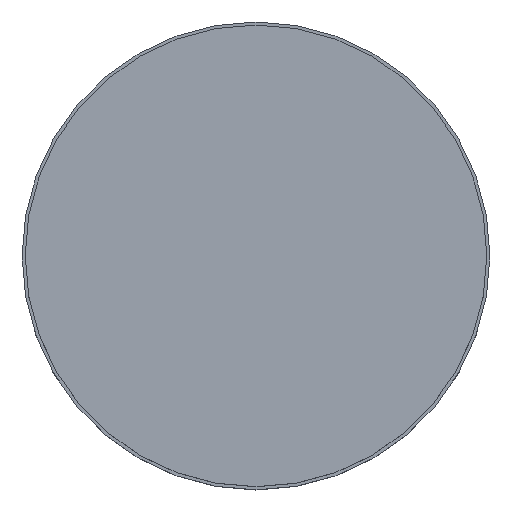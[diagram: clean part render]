
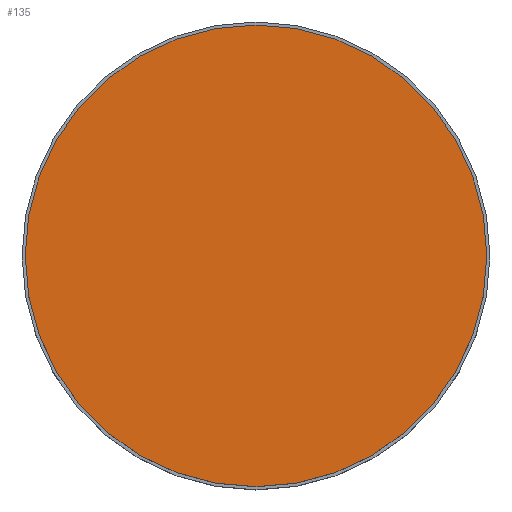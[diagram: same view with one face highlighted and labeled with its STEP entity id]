
A CAD part, top view. The second image highlights one B-rep face of the part: STEP entity #135.
In plain terms, the highlighted planar face has unit normal (0, 0, 1).
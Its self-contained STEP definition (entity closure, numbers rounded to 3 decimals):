
#1 = EDGE_CURVE ( 'NONE', #94, #178, #176, .T. ) ;
#4 = CARTESIAN_POINT ( 'NONE',  ( -7.4, 0., 4. ) ) ;
#7 = AXIS2_PLACEMENT_3D ( 'NONE', #76, #212, #120 ) ;
#29 = FACE_OUTER_BOUND ( 'NONE', #189, .T. ) ;
#47 = CIRCLE ( 'NONE', #78, 7.4 ) ;
#60 = PLANE ( 'NONE',  #138 ) ;
#66 = DIRECTION ( 'NONE',  ( 0., 0., 1. ) ) ;
#76 = CARTESIAN_POINT ( 'NONE',  ( 0., 0., 4. ) ) ;
#77 = DIRECTION ( 'NONE',  ( 1., 0., 0. ) ) ;
#78 = AXIS2_PLACEMENT_3D ( 'NONE', #96, #66, #185 ) ;
#79 = ORIENTED_EDGE ( 'NONE', *, *, #1, .T. ) ;
#94 = VERTEX_POINT ( 'NONE', #116 ) ;
#96 = CARTESIAN_POINT ( 'NONE',  ( 0., 0., 4. ) ) ;
#116 = CARTESIAN_POINT ( 'NONE',  ( 7.4, 0., 4. ) ) ;
#120 = DIRECTION ( 'NONE',  ( 1., 0., 0. ) ) ;
#133 = ORIENTED_EDGE ( 'NONE', *, *, #170, .T. ) ;
#135 = ADVANCED_FACE ( 'NONE', ( #29 ), #60, .T. ) ;
#138 = AXIS2_PLACEMENT_3D ( 'NONE', #208, #211, #77 ) ;
#170 = EDGE_CURVE ( 'NONE', #178, #94, #47, .T. ) ;
#176 = CIRCLE ( 'NONE', #7, 7.4 ) ;
#178 = VERTEX_POINT ( 'NONE', #4 ) ;
#185 = DIRECTION ( 'NONE',  ( 1., 0., 0. ) ) ;
#189 = EDGE_LOOP ( 'NONE', ( #133, #79 ) ) ;
#208 = CARTESIAN_POINT ( 'NONE',  ( 0., 0., 4. ) ) ;
#211 = DIRECTION ( 'NONE',  ( 0., 0., 1. ) ) ;
#212 = DIRECTION ( 'NONE',  ( 0., 0., 1. ) ) ;
